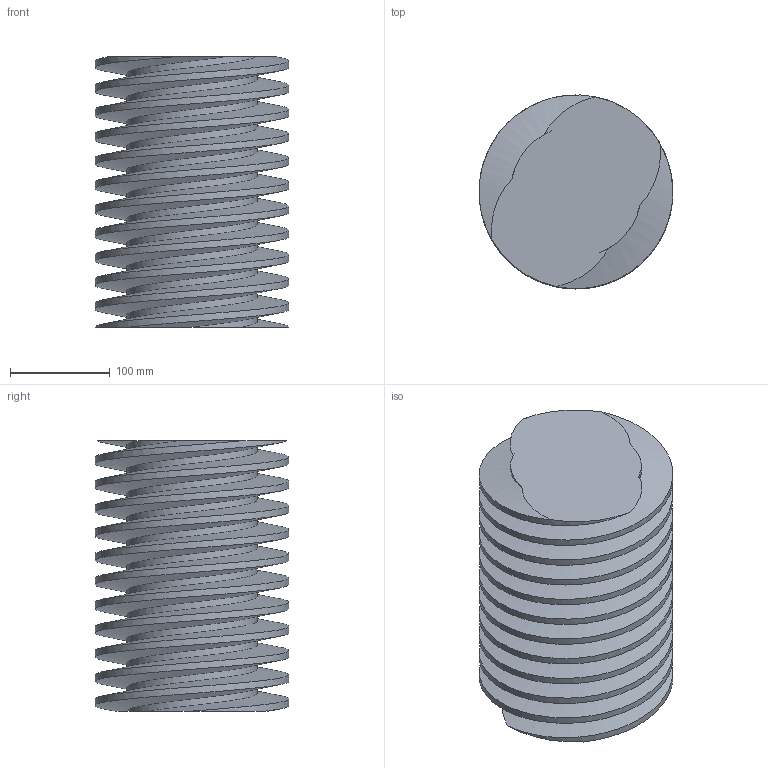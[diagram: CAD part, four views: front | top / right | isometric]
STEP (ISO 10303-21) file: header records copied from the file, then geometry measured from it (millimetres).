
FILE_DESCRIPTION(('Open CASCADE Model'),'2;1');
FILE_NAME('Open CASCADE Shape Model','2025-07-24T14:06:55',('Author'),( 'Open CASCADE'),'Open CASCADE STEP processor 7.7','Open CASCADE 7.7' ,'Unknown');
FILE_SCHEMA(('AUTOMOTIVE_DESIGN { 1 0 10303 214 1 1 1 1 }'));
Length unit declared in the file: millimetre
Products named in the file (1): Open CASCADE STEP translator 7.7 1
Bounding box: 193.8 x 193.8 x 270.1 mm (x, y, z)
Volume: 5725053.6 mm3; surface area: 483420.9 mm2
Topology: 1 solids, 1 shells, 32 faces, 90 edges, 60 vertices
Faces by surface type: cylinder 26, bspline 4, plane 2
Full cylindrical faces by diameter (mm): 130.82 x9, 193.8 x9
Entity records: 15952 total; most frequent: CARTESIAN_POINT 14509, ORIENTED_EDGE 180, B_SPLINE_CURVE_WITH_KNOTS 180, PCURVE 180, DEFINITIONAL_REPRESENTATION 180, DIRECTION 148, EDGE_CURVE 90, SURFACE_CURVE 90
